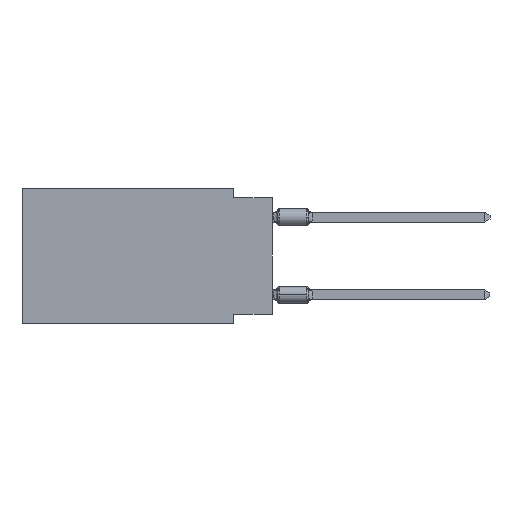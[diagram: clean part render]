
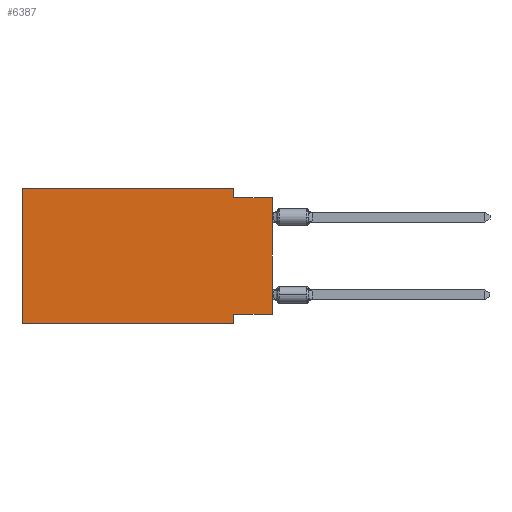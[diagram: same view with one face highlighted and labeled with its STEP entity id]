
A CAD part, left-side view. The second image highlights one B-rep face of the part: STEP entity #6387.
In plain terms, the highlighted planar face has unit normal (-1, 0, 0).
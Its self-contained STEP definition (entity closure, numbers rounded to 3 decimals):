
#710 = VECTOR ( 'NONE', #15238, 1000. ) ;
#1531 = VECTOR ( 'NONE', #8979, 1000. ) ;
#1569 = LINE ( 'NONE', #14922, #5087 ) ;
#1696 = CARTESIAN_POINT ( 'NONE',  ( 0., 0., -8.255 ) ) ;
#1995 = EDGE_CURVE ( 'NONE', #8748, #15624, #23183, .T. ) ;
#2033 = CARTESIAN_POINT ( 'NONE',  ( 0., 16.383, 0. ) ) ;
#2349 = VECTOR ( 'NONE', #14529, 1000. ) ;
#4955 = VERTEX_POINT ( 'NONE', #10661 ) ;
#5087 = VECTOR ( 'NONE', #5424, 1000. ) ;
#5404 = CARTESIAN_POINT ( 'NONE',  ( 0., 2.54, -8.89 ) ) ;
#5424 = DIRECTION ( 'NONE',  ( 0., 0., -1. ) ) ;
#5864 = CARTESIAN_POINT ( 'NONE',  ( 0., 0., 0. ) ) ;
#6123 = CARTESIAN_POINT ( 'NONE',  ( 0., 16.383, -8.89 ) ) ;
#6387 = ADVANCED_FACE ( 'NONE', ( #8232 ), #12836, .F. ) ;
#7069 = EDGE_CURVE ( 'NONE', #14009, #14818, #21266, .T. ) ;
#7080 = CARTESIAN_POINT ( 'NONE',  ( 0., 16.383, 0. ) ) ;
#7215 = VERTEX_POINT ( 'NONE', #23746 ) ;
#7398 = LINE ( 'NONE', #20408, #2349 ) ;
#7520 = DIRECTION ( 'NONE',  ( 0., 0., 1. ) ) ;
#8232 = FACE_OUTER_BOUND ( 'NONE', #23714, .T. ) ;
#8368 = DIRECTION ( 'NONE',  ( 1., 0., 0. ) ) ;
#8549 = EDGE_CURVE ( 'NONE', #8748, #7215, #17131, .T. ) ;
#8591 = ORIENTED_EDGE ( 'NONE', *, *, #14418, .F. ) ;
#8748 = VERTEX_POINT ( 'NONE', #6123 ) ;
#8979 = DIRECTION ( 'NONE',  ( 0., 0., -1. ) ) ;
#9236 = LINE ( 'NONE', #18471, #1531 ) ;
#10106 = ORIENTED_EDGE ( 'NONE', *, *, #20636, .F. ) ;
#10177 = DIRECTION ( 'NONE',  ( 0., -1., 0. ) ) ;
#10611 = VERTEX_POINT ( 'NONE', #20785 ) ;
#10661 = CARTESIAN_POINT ( 'NONE',  ( 0., 2.54, 0. ) ) ;
#12622 = CARTESIAN_POINT ( 'NONE',  ( 0., 2.54, -8.255 ) ) ;
#12836 = PLANE ( 'NONE',  #17200 ) ;
#13362 = LINE ( 'NONE', #5864, #710 ) ;
#13766 = CARTESIAN_POINT ( 'NONE',  ( 0., 0., -8.255 ) ) ;
#14009 = VERTEX_POINT ( 'NONE', #1696 ) ;
#14418 = EDGE_CURVE ( 'NONE', #10611, #23972, #7398, .T. ) ;
#14529 = DIRECTION ( 'NONE',  ( 0., -1., 0. ) ) ;
#14758 = LINE ( 'NONE', #18747, #22707 ) ;
#14818 = VERTEX_POINT ( 'NONE', #12622 ) ;
#14922 = CARTESIAN_POINT ( 'NONE',  ( 0., 2.54, -8.89 ) ) ;
#15238 = DIRECTION ( 'NONE',  ( 0., 0., 1. ) ) ;
#15397 = DIRECTION ( 'NONE',  ( 0., 1., 0. ) ) ;
#15624 = VERTEX_POINT ( 'NONE', #5404 ) ;
#15896 = ORIENTED_EDGE ( 'NONE', *, *, #8549, .F. ) ;
#15980 = DIRECTION ( 'NONE',  ( 0., 0., -1. ) ) ;
#16204 = EDGE_CURVE ( 'NONE', #14009, #23972, #13362, .T. ) ;
#17131 = LINE ( 'NONE', #2033, #18250 ) ;
#17200 = AXIS2_PLACEMENT_3D ( 'NONE', #7080, #8368, #15980 ) ;
#18250 = VECTOR ( 'NONE', #7520, 1000. ) ;
#18471 = CARTESIAN_POINT ( 'NONE',  ( 0., 2.54, 0. ) ) ;
#18479 = VECTOR ( 'NONE', #15397, 1000. ) ;
#18747 = CARTESIAN_POINT ( 'NONE',  ( 0., 16.383, 0. ) ) ;
#18857 = ORIENTED_EDGE ( 'NONE', *, *, #19881, .F. ) ;
#19881 = EDGE_CURVE ( 'NONE', #14818, #15624, #1569, .T. ) ;
#20408 = CARTESIAN_POINT ( 'NONE',  ( 0., 0., -0.635 ) ) ;
#20509 = ORIENTED_EDGE ( 'NONE', *, *, #22676, .F. ) ;
#20598 = CARTESIAN_POINT ( 'NONE',  ( 0., 0., -0.635 ) ) ;
#20636 = EDGE_CURVE ( 'NONE', #7215, #4955, #14758, .T. ) ;
#20785 = CARTESIAN_POINT ( 'NONE',  ( 0., 2.54, -0.635 ) ) ;
#20921 = ORIENTED_EDGE ( 'NONE', *, *, #7069, .F. ) ;
#21266 = LINE ( 'NONE', #13766, #18479 ) ;
#22676 = EDGE_CURVE ( 'NONE', #4955, #10611, #9236, .T. ) ;
#22707 = VECTOR ( 'NONE', #23974, 1000. ) ;
#22959 = ORIENTED_EDGE ( 'NONE', *, *, #1995, .T. ) ;
#23183 = LINE ( 'NONE', #23428, #23275 ) ;
#23275 = VECTOR ( 'NONE', #10177, 1000. ) ;
#23385 = ORIENTED_EDGE ( 'NONE', *, *, #16204, .T. ) ;
#23428 = CARTESIAN_POINT ( 'NONE',  ( 0., 16.383, -8.89 ) ) ;
#23714 = EDGE_LOOP ( 'NONE', ( #23385, #8591, #20509, #10106, #15896, #22959, #18857, #20921 ) ) ;
#23746 = CARTESIAN_POINT ( 'NONE',  ( 0., 16.383, 0. ) ) ;
#23972 = VERTEX_POINT ( 'NONE', #20598 ) ;
#23974 = DIRECTION ( 'NONE',  ( 0., -1., 0. ) ) ;
